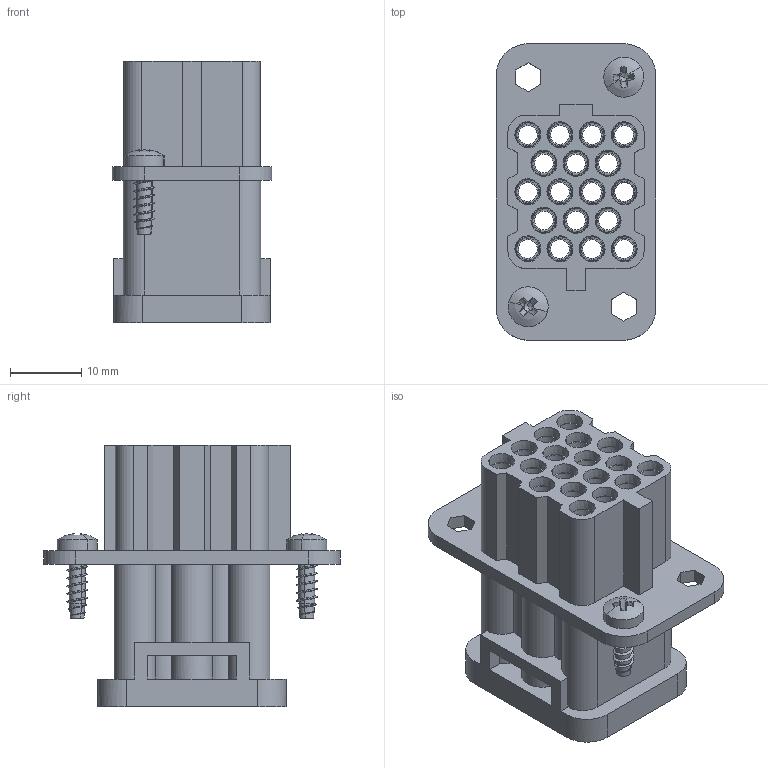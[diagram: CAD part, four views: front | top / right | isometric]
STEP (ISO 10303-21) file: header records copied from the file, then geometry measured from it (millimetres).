
FILE_DESCRIPTION(('CATIA V5 STEP','CAx-IF Rec.Pracs.--- Model Styling and Organization---1.2---2011-12-15'),'2;1');
FILE_NAME ('13427116_2_1003200000_1003200000 HDC HQ 17 FC.stp','2018-08-13T13:44:38+00:00',('none'),('Weidmueller'),'CATIA Version 5-6 Release 2014 SP4 HF52','CATIA V5 STEP AP214','none');
FILE_SCHEMA(('AUTOMOTIVE_DESIGN { 1 0 10303 214 1 1 1 1 }'));
Length unit declared in the file: millimetre
Products named in the file (1): 1003200000
Bounding box: 22.4 x 41.6 x 36.7 mm (x, y, z)
Volume: 9142 mm3; surface area: 12658.4 mm2
Topology: 1 solids, 1 shells, 497 faces, 1218 edges, 762 vertices
Faces by surface type: cone 206, plane 149, cylinder 120, bspline 14, sphere 4, extrusion 4
Entity records: 14710 total; most frequent: CARTESIAN_POINT 4277, ORIENTED_EDGE 2428, DIRECTION 1550, EDGE_CURVE 1214, VERTEX_POINT 762, AXIS2_PLACEMENT_3D 757, EDGE_LOOP 584, VECTOR 526
